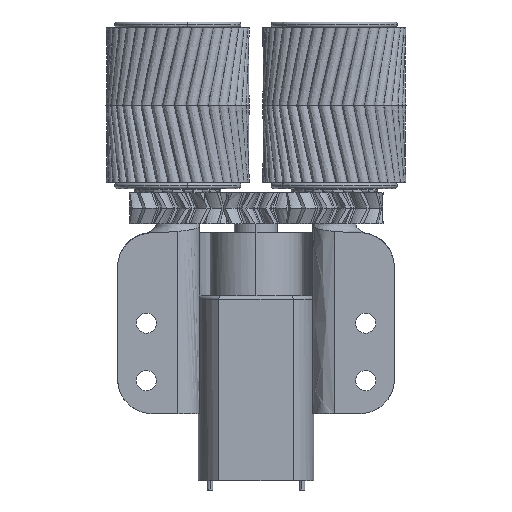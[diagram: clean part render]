
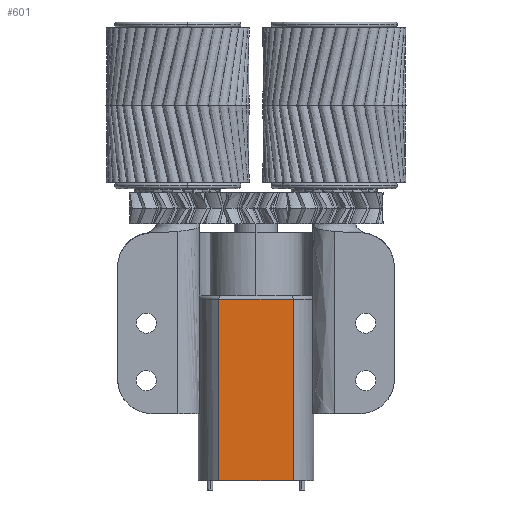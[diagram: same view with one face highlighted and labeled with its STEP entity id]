
A CAD part, front view. The second image highlights one B-rep face of the part: STEP entity #601.
In plain terms, the highlighted free-form (B-spline) face has degree [1, 1] with [2, 2] control points.
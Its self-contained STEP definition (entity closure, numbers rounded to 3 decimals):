
#515 = VERTEX_POINT('',#516);
#516 = CARTESIAN_POINT('',(23.249,58.597,
    3.867));
#522 = EDGE_CURVE('',#515,#523,#525,.T.);
#523 = VERTEX_POINT('',#524);
#524 = CARTESIAN_POINT('',(23.249,58.597,
    -32.255));
#525 = B_SPLINE_CURVE_WITH_KNOTS('',1,(#526,#527),.UNSPECIFIED.,.F.,.F.,
  (2,2),(0.6,32.2),.PIECEWISE_BEZIER_KNOTS.);
#526 = CARTESIAN_POINT('',(23.249,58.597,
    3.867));
#527 = CARTESIAN_POINT('',(23.249,58.597,
    -32.255));
#573 = EDGE_CURVE('',#574,#576,#578,.T.);
#574 = VERTEX_POINT('',#575);
#575 = CARTESIAN_POINT('',(8.483,58.597,3.867
    ));
#576 = VERTEX_POINT('',#577);
#577 = CARTESIAN_POINT('',(8.483,58.597,
    -32.255));
#578 = B_SPLINE_CURVE_WITH_KNOTS('',1,(#579,#580),.UNSPECIFIED.,.F.,.F.,
  (2,2),(0.6,32.2),.PIECEWISE_BEZIER_KNOTS.);
#579 = CARTESIAN_POINT('',(8.483,58.597,3.867
    ));
#580 = CARTESIAN_POINT('',(8.483,58.597,
    -32.255));
#601 = ADVANCED_FACE('',(#602),#616,.F.);
#602 = FACE_BOUND('',#603,.T.);
#603 = EDGE_LOOP('',(#604,#605,#610,#611));
#604 = ORIENTED_EDGE('',*,*,#522,.F.);
#605 = ORIENTED_EDGE('',*,*,#606,.T.);
#606 = EDGE_CURVE('',#515,#574,#607,.T.);
#607 = B_SPLINE_CURVE_WITH_KNOTS('',1,(#608,#609),.UNSPECIFIED.,.F.,.F.,
  (2,2),(-12.917,-0.),.PIECEWISE_BEZIER_KNOTS.);
#608 = CARTESIAN_POINT('',(23.249,58.597,
    3.867));
#609 = CARTESIAN_POINT('',(8.483,58.597,3.867
    ));
#610 = ORIENTED_EDGE('',*,*,#573,.T.);
#611 = ORIENTED_EDGE('',*,*,#612,.T.);
#612 = EDGE_CURVE('',#576,#523,#613,.T.);
#613 = B_SPLINE_CURVE_WITH_KNOTS('',1,(#614,#615),.UNSPECIFIED.,.F.,.F.,
  (2,2),(0.,12.917),.PIECEWISE_BEZIER_KNOTS.);
#614 = CARTESIAN_POINT('',(8.483,58.597,
    -32.255));
#615 = CARTESIAN_POINT('',(23.249,58.597,
    -32.255));
#616 = B_SPLINE_SURFACE_WITH_KNOTS('',1,1,(
    (#617,#618)
    ,(#619,#620
    )),.UNSPECIFIED.,.F.,.F.,.F.,(2,2),(2,2),(-12.917,0.),(-32.2
    ,-0.6),.PIECEWISE_BEZIER_KNOTS.);
#617 = CARTESIAN_POINT('',(23.249,58.597,
    -32.255));
#618 = CARTESIAN_POINT('',(23.249,58.597,
    3.867));
#619 = CARTESIAN_POINT('',(8.483,58.597,
    -32.255));
#620 = CARTESIAN_POINT('',(8.483,58.597,3.867
    ));
